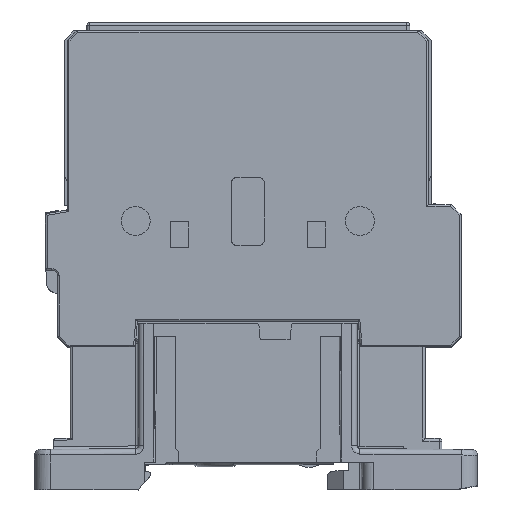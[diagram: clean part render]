
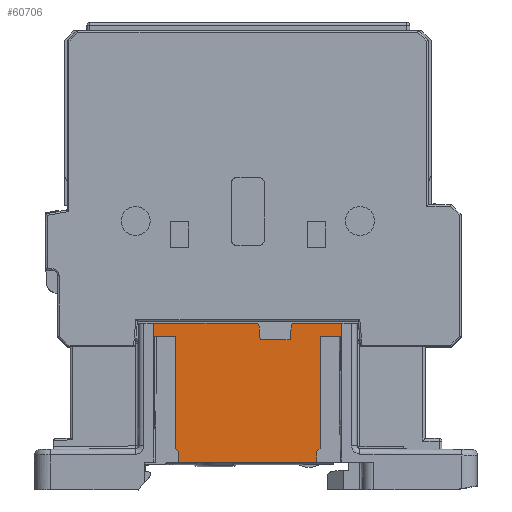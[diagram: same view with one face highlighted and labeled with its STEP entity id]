
A CAD part, top view. The second image highlights one B-rep face of the part: STEP entity #60706.
In plain terms, the highlighted planar face has unit normal (0, -0.009, 1).
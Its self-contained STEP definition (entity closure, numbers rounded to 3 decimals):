
#38775=DIRECTION('',(-1.,0.,0.));
#38776=VECTOR('',#38775,18.733);
#38777=CARTESIAN_POINT('',(51.135,41.568,4.359));
#38778=LINE('',#38777,#38776);
#38815=DIRECTION('',(0.,1.,0.009));
#38816=VECTOR('',#38815,23.456);
#38817=CARTESIAN_POINT('',(32.403,18.113,4.154));
#38818=LINE('',#38817,#38816);
#38822=CARTESIAN_POINT('',(51.135,41.568,4.359));
#38823=CARTESIAN_POINT('',(51.2,41.568,4.359));
#38824=CARTESIAN_POINT('',(51.321,41.544,4.359));
#38825=CARTESIAN_POINT('',(51.481,41.445,4.358));
#38826=CARTESIAN_POINT('',(51.593,41.295,4.357));
#38827=CARTESIAN_POINT('',(51.627,41.177,4.356));
#38828=CARTESIAN_POINT('',(51.633,41.112,4.355));
#38833=DIRECTION('',(1.,0.,0.));
#38834=VECTOR('',#38833,5.475);
#38835=CARTESIAN_POINT('',(51.856,38.568,4.333));
#38836=LINE('',#38835,#38834);
#38840=CARTESIAN_POINT('',(57.553,41.112,4.355));
#38841=CARTESIAN_POINT('',(57.559,41.177,4.356));
#38842=CARTESIAN_POINT('',(57.594,41.295,4.357));
#38843=CARTESIAN_POINT('',(57.706,41.445,4.358));
#38844=CARTESIAN_POINT('',(57.865,41.544,4.359));
#38845=CARTESIAN_POINT('',(57.986,41.568,4.359));
#38846=CARTESIAN_POINT('',(58.051,41.568,4.359));
#38851=DIRECTION('',(-0.01,1.,0.009));
#38852=VECTOR('',#38851,21.057);
#38853=CARTESIAN_POINT('',(66.784,18.113,4.154));
#38854=LINE('',#38853,#38852);
#38858=DIRECTION('',(-1.,0.,0.));
#38859=VECTOR('',#38858,3.678);
#38860=CARTESIAN_POINT('',(66.571,39.168,4.338));
#38861=LINE('',#38860,#38859);
#38865=DIRECTION('',(-0.004,-1.,-0.009));
#38866=VECTOR('',#38865,20.49);
#38867=CARTESIAN_POINT('',(62.893,39.168,4.338));
#38868=LINE('',#38867,#38866);
#38872=DIRECTION('',(-0.707,-0.708,-0.006));
#38873=VECTOR('',#38872,0.856);
#38874=CARTESIAN_POINT('',(62.804,18.679,4.159));
#38875=LINE('',#38874,#38873);
#38879=CARTESIAN_POINT('',(62.199,18.073,4.154));
#38880=CARTESIAN_POINT('',(62.196,17.438,4.148));
#38881=CARTESIAN_POINT('',(62.197,16.802,4.143));
#38882=CARTESIAN_POINT('',(62.195,16.168,4.138));
#38887=DIRECTION('',(-1.,0.,0.));
#38888=VECTOR('',#38887,25.203);
#38889=CARTESIAN_POINT('',(62.195,16.168,4.138));
#38890=LINE('',#38889,#38888);
#38894=CARTESIAN_POINT('',(36.992,16.168,4.138));
#38895=CARTESIAN_POINT('',(36.989,16.802,4.143));
#38896=CARTESIAN_POINT('',(36.99,17.438,4.148));
#38897=CARTESIAN_POINT('',(36.987,18.073,4.154));
#38902=DIRECTION('',(-0.707,0.708,0.006));
#38903=VECTOR('',#38902,0.856);
#38904=CARTESIAN_POINT('',(36.987,18.073,4.154));
#38905=LINE('',#38904,#38903);
#38909=DIRECTION('',(-0.004,1.,0.009));
#38910=VECTOR('',#38909,20.49);
#38911=CARTESIAN_POINT('',(36.383,18.679,4.159));
#38912=LINE('',#38911,#38910);
#38916=DIRECTION('',(-1.,0.,0.));
#38917=VECTOR('',#38916,3.678);
#38918=CARTESIAN_POINT('',(36.293,39.168,4.338));
#38919=LINE('',#38918,#38917);
#38923=DIRECTION('',(-0.01,-1.,-0.009));
#38924=VECTOR('',#38923,21.057);
#38925=CARTESIAN_POINT('',(32.616,39.168,4.338));
#38926=LINE('',#38925,#38924);
#45160=DIRECTION('',(0.,1.,0.009));
#45161=VECTOR('',#45160,23.456);
#45162=CARTESIAN_POINT('',(66.784,18.113,4.154));
#45163=LINE('',#45162,#45161);
#45361=DIRECTION('',(-1.,0.,0.));
#45362=VECTOR('',#45361,8.734);
#45363=CARTESIAN_POINT('',(66.785,41.568,4.359));
#45364=LINE('',#45363,#45362);
#45405=DIRECTION('',(-0.087,-0.996,-0.009));
#45406=VECTOR('',#45405,2.554);
#45407=CARTESIAN_POINT('',(57.553,41.112,4.355));
#45408=LINE('',#45407,#45406);
#45447=DIRECTION('',(-0.087,0.996,0.009));
#45448=VECTOR('',#45447,2.553);
#45449=CARTESIAN_POINT('',(51.856,38.568,4.333));
#45450=LINE('',#45449,#45448);
#52850=CARTESIAN_POINT('',(36.992,16.168,4.138));
#52851=VERTEX_POINT('',#52850);
#52852=CARTESIAN_POINT('',(62.195,16.168,4.138));
#52853=VERTEX_POINT('',#52852);
#53702=CARTESIAN_POINT('',(51.135,41.568,4.359));
#53703=VERTEX_POINT('',#53702);
#53704=CARTESIAN_POINT('',(32.402,41.568,4.359));
#53705=VERTEX_POINT('',#53704);
#53708=VERTEX_POINT('',#38828);
#53709=CARTESIAN_POINT('',(32.403,18.113,4.154));
#53710=VERTEX_POINT('',#53709);
#53711=CARTESIAN_POINT('',(51.856,38.568,4.333));
#53712=VERTEX_POINT('',#53711);
#53713=CARTESIAN_POINT('',(57.331,38.568,4.333));
#53714=VERTEX_POINT('',#53713);
#53715=CARTESIAN_POINT('',(57.553,41.112,4.355));
#53716=VERTEX_POINT('',#53715);
#53717=VERTEX_POINT('',#38846);
#53718=CARTESIAN_POINT('',(66.785,41.568,4.359));
#53719=VERTEX_POINT('',#53718);
#53720=CARTESIAN_POINT('',(66.784,18.113,4.154));
#53721=VERTEX_POINT('',#53720);
#53722=CARTESIAN_POINT('',(66.571,39.168,4.338));
#53723=VERTEX_POINT('',#53722);
#53724=CARTESIAN_POINT('',(62.893,39.168,4.338));
#53725=VERTEX_POINT('',#53724);
#53726=CARTESIAN_POINT('',(62.804,18.679,4.159));
#53727=VERTEX_POINT('',#53726);
#53728=CARTESIAN_POINT('',(62.199,18.073,4.154));
#53729=VERTEX_POINT('',#53728);
#53730=VERTEX_POINT('',#38897);
#53731=CARTESIAN_POINT('',(36.383,18.679,4.159));
#53732=VERTEX_POINT('',#53731);
#53733=CARTESIAN_POINT('',(36.293,39.168,4.338));
#53734=VERTEX_POINT('',#53733);
#53735=CARTESIAN_POINT('',(32.616,39.168,4.338));
#53736=VERTEX_POINT('',#53735);
#60662=CARTESIAN_POINT('',(49.593,28.868,4.248));
#60663=DIRECTION('',(0.,-0.009,1.));
#60664=DIRECTION('',(0.,-1.,-0.009));
#60665=AXIS2_PLACEMENT_3D('',#60662,#60663,#60664);
#60666=PLANE('',#60665);
#60668=ORIENTED_EDGE('',*,*,#60667,.T.);
#60669=ORIENTED_EDGE('',*,*,#60625,.F.);
#60670=ORIENTED_EDGE('',*,*,#60646,.T.);
#60672=ORIENTED_EDGE('',*,*,#60671,.F.);
#60674=ORIENTED_EDGE('',*,*,#60673,.T.);
#60676=ORIENTED_EDGE('',*,*,#60675,.F.);
#60678=ORIENTED_EDGE('',*,*,#60677,.T.);
#60680=ORIENTED_EDGE('',*,*,#60679,.F.);
#60682=ORIENTED_EDGE('',*,*,#60681,.F.);
#60684=ORIENTED_EDGE('',*,*,#60683,.T.);
#60686=ORIENTED_EDGE('',*,*,#60685,.T.);
#60688=ORIENTED_EDGE('',*,*,#60687,.T.);
#60690=ORIENTED_EDGE('',*,*,#60689,.T.);
#60692=ORIENTED_EDGE('',*,*,#60691,.T.);
#60693=ORIENTED_EDGE('',*,*,#55783,.T.);
#60695=ORIENTED_EDGE('',*,*,#60694,.T.);
#60697=ORIENTED_EDGE('',*,*,#60696,.T.);
#60699=ORIENTED_EDGE('',*,*,#60698,.T.);
#60701=ORIENTED_EDGE('',*,*,#60700,.T.);
#60703=ORIENTED_EDGE('',*,*,#60702,.T.);
#60704=EDGE_LOOP('',(#60668,#60669,#60670,#60672,#60674,#60676,#60678,#60680,
#60682,#60684,#60686,#60688,#60690,#60692,#60693,#60695,#60697,#60699,#60701,
#60703));
#60705=FACE_OUTER_BOUND('',#60704,.F.);
#38829=B_SPLINE_CURVE_WITH_KNOTS('',3,(#38822,#38823,#38824,#38825,#38826,
#38827,#38828),.UNSPECIFIED.,.F.,.F.,(4,1,1,1,4),(0.,0.25,0.5,0.75,
1.),.UNSPECIFIED.);
#38847=B_SPLINE_CURVE_WITH_KNOTS('',3,(#38840,#38841,#38842,#38843,#38844,
#38845,#38846),.UNSPECIFIED.,.F.,.F.,(4,1,1,1,4),(0.,0.25,0.5,0.75,
1.),.UNSPECIFIED.);
#38883=B_SPLINE_CURVE_WITH_KNOTS('',3,(#38879,#38880,#38881,#38882),
.UNSPECIFIED.,.F.,.F.,(4,4),(0.,1.),.UNSPECIFIED.);
#38898=B_SPLINE_CURVE_WITH_KNOTS('',3,(#38894,#38895,#38896,#38897),
.UNSPECIFIED.,.F.,.F.,(4,4),(0.,1.),.UNSPECIFIED.);
#55783=EDGE_CURVE('',#52853,#52851,#38890,.T.);
#60625=EDGE_CURVE('',#53703,#53705,#38778,.T.);
#60646=EDGE_CURVE('',#53703,#53708,#38829,.T.);
#60667=EDGE_CURVE('',#53710,#53705,#38818,.T.);
#60671=EDGE_CURVE('',#53712,#53708,#45450,.T.);
#60673=EDGE_CURVE('',#53712,#53714,#38836,.T.);
#60675=EDGE_CURVE('',#53716,#53714,#45408,.T.);
#60677=EDGE_CURVE('',#53716,#53717,#38847,.T.);
#60679=EDGE_CURVE('',#53719,#53717,#45364,.T.);
#60681=EDGE_CURVE('',#53721,#53719,#45163,.T.);
#60683=EDGE_CURVE('',#53721,#53723,#38854,.T.);
#60685=EDGE_CURVE('',#53723,#53725,#38861,.T.);
#60687=EDGE_CURVE('',#53725,#53727,#38868,.T.);
#60689=EDGE_CURVE('',#53727,#53729,#38875,.T.);
#60691=EDGE_CURVE('',#53729,#52853,#38883,.T.);
#60694=EDGE_CURVE('',#52851,#53730,#38898,.T.);
#60696=EDGE_CURVE('',#53730,#53732,#38905,.T.);
#60698=EDGE_CURVE('',#53732,#53734,#38912,.T.);
#60700=EDGE_CURVE('',#53734,#53736,#38919,.T.);
#60702=EDGE_CURVE('',#53736,#53710,#38926,.T.);
#60706=ADVANCED_FACE('',(#60705),#60666,.T.);
